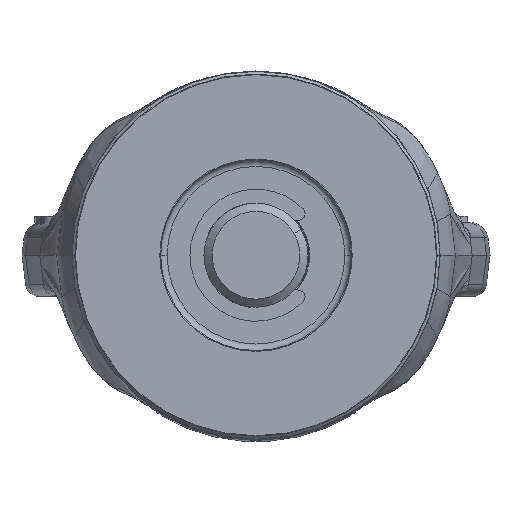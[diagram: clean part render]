
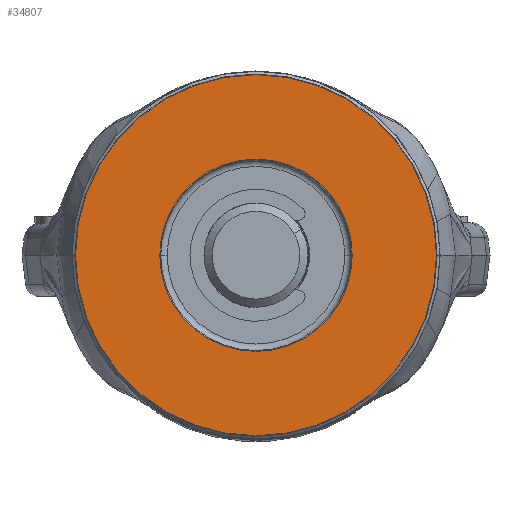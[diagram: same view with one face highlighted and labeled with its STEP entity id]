
A CAD part, front view. The second image highlights one B-rep face of the part: STEP entity #34807.
In plain terms, the highlighted planar face has unit normal (0, -1, 0).
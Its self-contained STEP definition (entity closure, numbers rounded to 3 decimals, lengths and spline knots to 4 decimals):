
#5928=CARTESIAN_POINT('',(0.,-0.4961,0.));
#5929=DIRECTION('',(0.,-1.,0.));
#5930=DIRECTION('',(-1.,0.,0.));
#5931=AXIS2_PLACEMENT_3D('',#5928,#5929,#5930);
#5936=CARTESIAN_POINT('',(0.,-0.4961,0.));
#5937=DIRECTION('',(0.,-1.,0.));
#5938=DIRECTION('',(1.,0.,0.));
#5939=AXIS2_PLACEMENT_3D('',#5936,#5937,#5938);
#5944=CARTESIAN_POINT('',(0.,-0.4961,0.));
#5945=DIRECTION('',(0.,1.,0.));
#5946=DIRECTION('',(1.,0.,0.));
#5947=AXIS2_PLACEMENT_3D('',#5944,#5945,#5946);
#5952=CARTESIAN_POINT('',(0.,-0.4961,0.));
#5953=DIRECTION('',(0.,1.,0.));
#5954=DIRECTION('',(-1.,0.,0.));
#5955=AXIS2_PLACEMENT_3D('',#5952,#5953,#5954);
#24454=CARTESIAN_POINT('',(0.437,-0.4961,0.));
#24455=CARTESIAN_POINT('',(-0.437,-0.4961,0.));
#24456=VERTEX_POINT('',#24454);
#24457=VERTEX_POINT('',#24455);
#24506=CARTESIAN_POINT('',(-0.82,-0.4961,
0.));
#24507=CARTESIAN_POINT('',(0.82,-0.4961,
0.));
#24508=VERTEX_POINT('',#24506);
#24509=VERTEX_POINT('',#24507);
#34791=CARTESIAN_POINT('',(0.,-0.4961,0.));
#34792=DIRECTION('',(0.,-1.,0.));
#34793=DIRECTION('',(-1.,0.,0.));
#34794=AXIS2_PLACEMENT_3D('',#34791,#34792,#34793);
#34795=PLANE('',#34794);
#34797=ORIENTED_EDGE('',*,*,#34796,.F.);
#34798=ORIENTED_EDGE('',*,*,#34774,.F.);
#34799=EDGE_LOOP('',(#34797,#34798));
#34800=FACE_OUTER_BOUND('',#34799,.F.);
#34802=ORIENTED_EDGE('',*,*,#34801,.F.);
#34804=ORIENTED_EDGE('',*,*,#34803,.F.);
#34805=EDGE_LOOP('',(#34802,#34804));
#34806=FACE_BOUND('',#34805,.F.);
#5932=CIRCLE('',#5931,0.82);
#5940=CIRCLE('',#5939,0.82);
#5948=CIRCLE('',#5947,0.437);
#5956=CIRCLE('',#5955,0.437);
#34774=EDGE_CURVE('',#24509,#24508,#5940,.T.);
#34796=EDGE_CURVE('',#24508,#24509,#5932,.T.);
#34801=EDGE_CURVE('',#24456,#24457,#5948,.T.);
#34803=EDGE_CURVE('',#24457,#24456,#5956,.T.);
#34807=ADVANCED_FACE('',(#34800,#34806),#34795,.T.);
